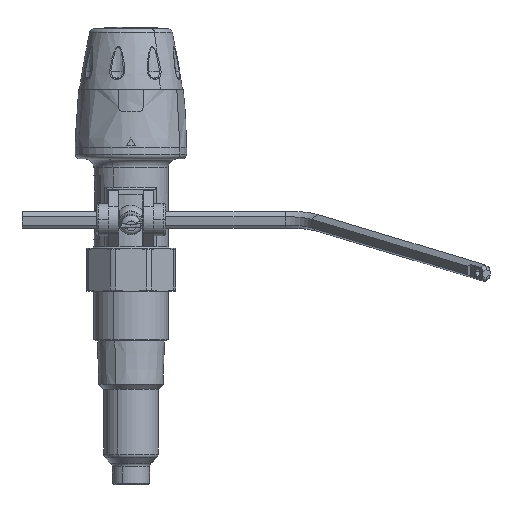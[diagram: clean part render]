
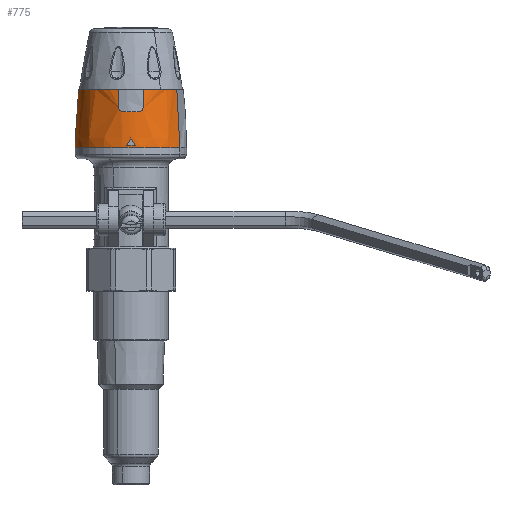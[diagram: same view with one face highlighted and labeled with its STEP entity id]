
A CAD part, front view. The second image highlights one B-rep face of the part: STEP entity #775.
In plain terms, the highlighted face is a revolution surface.
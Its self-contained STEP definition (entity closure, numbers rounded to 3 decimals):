
#262=CARTESIAN_POINT('Vertex',(18.53,-10.123,81.)) ;
#266=CARTESIAN_POINT('Control Point',(19.746,-10.787,57.5)) ;
#267=CARTESIAN_POINT('Control Point',(19.746,-10.787,65.351)) ;
#268=CARTESIAN_POINT('Control Point',(19.339,-10.565,73.203)) ;
#269=CARTESIAN_POINT('Control Point',(18.53,-10.123,81.)) ;
#270=CARTESIAN_POINT('Vertex',(19.746,-10.787,57.5)) ;
#277=CARTESIAN_POINT('Vertex',(-19.746,10.787,57.5)) ;
#281=CARTESIAN_POINT('Control Point',(-19.746,10.787,57.5)) ;
#282=CARTESIAN_POINT('Control Point',(-19.746,10.787,65.351)) ;
#283=CARTESIAN_POINT('Control Point',(-19.339,10.565,73.203)) ;
#284=CARTESIAN_POINT('Control Point',(-18.53,10.123,81.)) ;
#285=CARTESIAN_POINT('Vertex',(-18.53,10.123,81.)) ;
#338=CARTESIAN_POINT('Axis2P3D Location',(0.,0.,81.)) ;
#342=CARTESIAN_POINT('Vertex',(-5.,-20.514,81.)) ;
#471=CARTESIAN_POINT('Vertex',(-5.,-21.238,74.)) ;
#475=CARTESIAN_POINT('Control Point',(-5.,-21.238,74.)) ;
#476=CARTESIAN_POINT('Control Point',(-5.,-21.292,73.365)) ;
#477=CARTESIAN_POINT('Control Point',(-4.746,-21.402,72.734)) ;
#478=CARTESIAN_POINT('Control Point',(-4.257,-21.553,72.251)) ;
#479=CARTESIAN_POINT('Control Point',(-3.632,-21.681,72.)) ;
#480=CARTESIAN_POINT('Control Point',(-3.,-21.768,72.)) ;
#481=CARTESIAN_POINT('Vertex',(-3.,-21.768,72.)) ;
#527=CARTESIAN_POINT('Axis2P3D Location',(0.,0.,72.)) ;
#531=CARTESIAN_POINT('Vertex',(3.,-21.768,72.)) ;
#608=CARTESIAN_POINT('Control Point',(3.,-21.768,72.)) ;
#609=CARTESIAN_POINT('Control Point',(3.632,-21.681,72.)) ;
#610=CARTESIAN_POINT('Control Point',(4.257,-21.553,72.251)) ;
#611=CARTESIAN_POINT('Control Point',(4.746,-21.402,72.734)) ;
#612=CARTESIAN_POINT('Control Point',(5.,-21.292,73.365)) ;
#613=CARTESIAN_POINT('Control Point',(5.,-21.238,74.)) ;
#614=CARTESIAN_POINT('Vertex',(5.,-21.238,74.)) ;
#667=CARTESIAN_POINT('Control Point',(5.,-21.238,74.)) ;
#668=CARTESIAN_POINT('Control Point',(5.,-21.118,75.402)) ;
#669=CARTESIAN_POINT('Control Point',(5.,-20.986,76.804)) ;
#670=CARTESIAN_POINT('Control Point',(5.,-20.842,78.204)) ;
#671=CARTESIAN_POINT('Control Point',(5.,-20.684,79.603)) ;
#672=CARTESIAN_POINT('Control Point',(5.,-20.514,81.)) ;
#673=CARTESIAN_POINT('Vertex',(5.,-20.514,81.)) ;
#700=CARTESIAN_POINT('Axis2P3D Location',(0.,0.,81.)) ;
#715=CARTESIAN_POINT('Control Point',(22.5,0.,57.5)) ;
#716=CARTESIAN_POINT('Control Point',(22.5,0.,65.351)) ;
#717=CARTESIAN_POINT('Control Point',(22.037,0.,73.203)) ;
#718=CARTESIAN_POINT('Control Point',(21.115,0.,81.)) ;
#719=CARTESIAN_POINT('Axis1P Location',(0.,0.,67.)) ;
#723=CARTESIAN_POINT('Axis2P3D Location',(0.,0.,57.5)) ;
#729=CARTESIAN_POINT('Control Point',(-5.,-20.514,81.)) ;
#730=CARTESIAN_POINT('Control Point',(-5.,-20.798,78.671)) ;
#731=CARTESIAN_POINT('Control Point',(-5.,-21.039,76.337)) ;
#732=CARTESIAN_POINT('Control Point',(-5.,-21.238,74.)) ;
#747=CARTESIAN_POINT('Control Point',(1.732,-22.431,58.5)) ;
#748=CARTESIAN_POINT('Control Point',(1.155,-22.47,59.5)) ;
#749=CARTESIAN_POINT('Control Point',(0.577,-22.48,60.5)) ;
#750=CARTESIAN_POINT('Control Point',(0.,-22.46,61.5)) ;
#751=CARTESIAN_POINT('Vertex',(1.732,-22.431,58.5)) ;
#753=CARTESIAN_POINT('Vertex',(0.,-22.46,61.5)) ;
#757=CARTESIAN_POINT('Control Point',(-1.732,-22.431,58.5)) ;
#758=CARTESIAN_POINT('Control Point',(-0.58,-22.52,58.5)) ;
#759=CARTESIAN_POINT('Control Point',(0.58,-22.52,58.5)) ;
#760=CARTESIAN_POINT('Control Point',(1.732,-22.431,58.5)) ;
#761=CARTESIAN_POINT('Vertex',(-1.732,-22.431,58.5)) ;
#765=CARTESIAN_POINT('Control Point',(-1.732,-22.431,58.5)) ;
#766=CARTESIAN_POINT('Control Point',(-1.155,-22.47,59.5)) ;
#767=CARTESIAN_POINT('Control Point',(-0.577,-22.48,60.5)) ;
#768=CARTESIAN_POINT('Control Point',(0.,-22.46,61.5)) ;
#339=DIRECTION('Axis2P3D Direction',(0.,-0.,-1.)) ;
#528=DIRECTION('Axis2P3D Direction',(0.,0.,-1.)) ;
#701=DIRECTION('Axis2P3D Direction',(0.,-0.,-1.)) ;
#720=DIRECTION('Axis1P Direction',(0.,-0.,-1.)) ;
#724=DIRECTION('Axis2P3D Direction',(0.,-0.,-1.)) ;
#340=AXIS2_PLACEMENT_3D('Circle Axis2P3D',#338,#339,$) ;
#529=AXIS2_PLACEMENT_3D('Circle Axis2P3D',#527,#528,$) ;
#702=AXIS2_PLACEMENT_3D('Circle Axis2P3D',#700,#701,$) ;
#725=AXIS2_PLACEMENT_3D('Circle Axis2P3D',#723,#724,$) ;
#341=CIRCLE('generated circle',#340,21.115) ;
#530=CIRCLE('generated circle',#529,21.974) ;
#703=CIRCLE('generated circle',#702,21.115) ;
#726=CIRCLE('generated circle',#725,22.5) ;
#722=SURFACE_OF_REVOLUTION('Surface of Revolution',#714,#721) ;
#721=AXIS1_PLACEMENT('Revolution Surface Axis1P',#719,#720) ;
#774=FACE_BOUND('',#770,.T.) ;
#272=EDGE_CURVE('',#271,#263,#265,.T.) ;
#287=EDGE_CURVE('',#278,#286,#280,.T.) ;
#344=EDGE_CURVE('',#343,#286,#341,.T.) ;
#483=EDGE_CURVE('',#472,#482,#474,.T.) ;
#533=EDGE_CURVE('',#482,#532,#530,.F.) ;
#616=EDGE_CURVE('',#532,#615,#607,.T.) ;
#675=EDGE_CURVE('',#615,#674,#666,.T.) ;
#704=EDGE_CURVE('',#263,#674,#703,.T.) ;
#727=EDGE_CURVE('',#271,#278,#726,.T.) ;
#733=EDGE_CURVE('',#343,#472,#728,.T.) ;
#755=EDGE_CURVE('',#752,#754,#746,.T.) ;
#763=EDGE_CURVE('',#762,#752,#756,.T.) ;
#769=EDGE_CURVE('',#762,#754,#764,.T.) ;
#735=ORIENTED_EDGE('',*,*,#727,.F.) ;
#736=ORIENTED_EDGE('',*,*,#272,.T.) ;
#737=ORIENTED_EDGE('',*,*,#704,.T.) ;
#738=ORIENTED_EDGE('',*,*,#675,.F.) ;
#739=ORIENTED_EDGE('',*,*,#616,.F.) ;
#740=ORIENTED_EDGE('',*,*,#533,.F.) ;
#741=ORIENTED_EDGE('',*,*,#483,.F.) ;
#742=ORIENTED_EDGE('',*,*,#733,.F.) ;
#743=ORIENTED_EDGE('',*,*,#344,.T.) ;
#744=ORIENTED_EDGE('',*,*,#287,.F.) ;
#771=ORIENTED_EDGE('',*,*,#755,.F.) ;
#772=ORIENTED_EDGE('',*,*,#763,.F.) ;
#773=ORIENTED_EDGE('',*,*,#769,.T.) ;
#734=EDGE_LOOP('',(#735,#736,#737,#738,#739,#740,#741,#742,#743,#744)) ;
#770=EDGE_LOOP('',(#771,#772,#773)) ;
#263=VERTEX_POINT('',#262) ;
#271=VERTEX_POINT('',#270) ;
#278=VERTEX_POINT('',#277) ;
#286=VERTEX_POINT('',#285) ;
#343=VERTEX_POINT('',#342) ;
#472=VERTEX_POINT('',#471) ;
#482=VERTEX_POINT('',#481) ;
#532=VERTEX_POINT('',#531) ;
#615=VERTEX_POINT('',#614) ;
#674=VERTEX_POINT('',#673) ;
#752=VERTEX_POINT('',#751) ;
#754=VERTEX_POINT('',#753) ;
#762=VERTEX_POINT('',#761) ;
#775=ADVANCED_FACE('PartBody',(#745,#774),#722,.F.) ;
#265=B_SPLINE_CURVE_WITH_KNOTS('',3,(#266,#267,#268,#269),.UNSPECIFIED.,.F.,.U.,(4,4),(0.,23.554),.UNSPECIFIED.) ;
#280=B_SPLINE_CURVE_WITH_KNOTS('',3,(#281,#282,#283,#284),.UNSPECIFIED.,.F.,.U.,(4,4),(0.,23.554),.UNSPECIFIED.) ;
#474=B_SPLINE_CURVE_WITH_KNOTS('',5,(#475,#476,#477,#478,#479,#480),.UNSPECIFIED.,.F.,.U.,(6,6),(0.,4.509),.UNSPECIFIED.) ;
#607=B_SPLINE_CURVE_WITH_KNOTS('',5,(#608,#609,#610,#611,#612,#613),.UNSPECIFIED.,.F.,.U.,(6,6),(0.,4.509),.UNSPECIFIED.) ;
#666=B_SPLINE_CURVE_WITH_KNOTS('',5,(#667,#668,#669,#670,#671,#672),.UNSPECIFIED.,.F.,.U.,(6,6),(0.,9.953),.UNSPECIFIED.) ;
#714=B_SPLINE_CURVE_WITH_KNOTS('',3,(#715,#716,#717,#718),.UNSPECIFIED.,.F.,.U.,(4,4),(0.,23.554),.UNSPECIFIED.) ;
#728=B_SPLINE_CURVE_WITH_KNOTS('',3,(#729,#730,#731,#732),.UNSPECIFIED.,.F.,.U.,(4,4),(0.,9.953),.UNSPECIFIED.) ;
#746=B_SPLINE_CURVE_WITH_KNOTS('',3,(#747,#748,#749,#750),.UNSPECIFIED.,.F.,.U.,(4,4),(0.,4.886),.UNSPECIFIED.) ;
#756=B_SPLINE_CURVE_WITH_KNOTS('',3,(#757,#758,#759,#760),.UNSPECIFIED.,.F.,.U.,(4,4),(0.,4.848),.UNSPECIFIED.) ;
#764=B_SPLINE_CURVE_WITH_KNOTS('',3,(#765,#766,#767,#768),.UNSPECIFIED.,.F.,.U.,(4,4),(0.,4.886),.UNSPECIFIED.) ;
#745=FACE_OUTER_BOUND('',#734,.T.) ;
